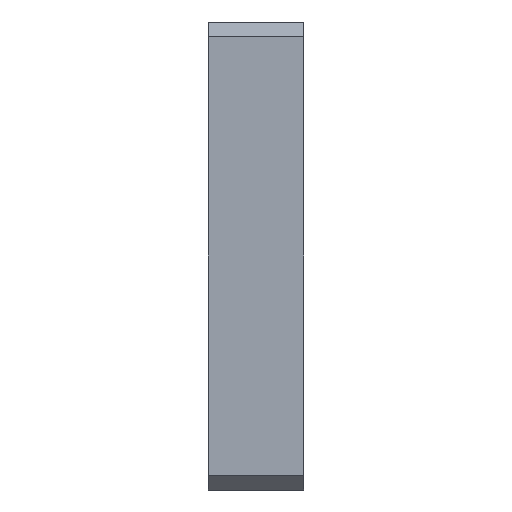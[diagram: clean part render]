
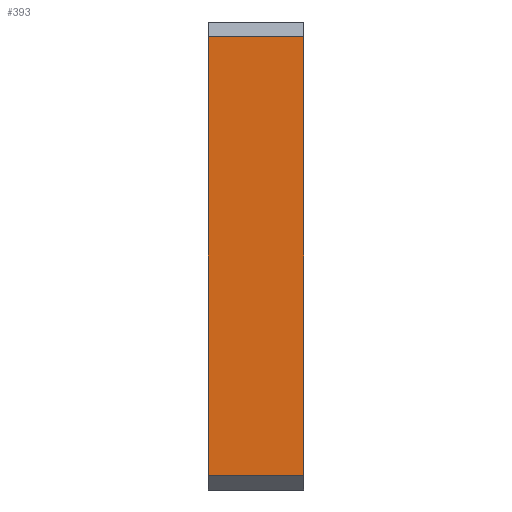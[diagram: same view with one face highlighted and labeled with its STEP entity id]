
A CAD part, left-side view. The second image highlights one B-rep face of the part: STEP entity #393.
In plain terms, the highlighted planar face has unit normal (-1, 0, 0).
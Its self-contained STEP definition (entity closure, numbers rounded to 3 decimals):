
#16 = CARTESIAN_POINT ( 'NONE',  ( -32., 6.5, 30. ) ) ;
#51 = VERTEX_POINT ( 'NONE', #148 ) ;
#65 = VECTOR ( 'NONE', #775, 1000. ) ;
#97 = LINE ( 'NONE', #134, #206 ) ;
#134 = CARTESIAN_POINT ( 'NONE',  ( -32., -6.5, 30. ) ) ;
#148 = CARTESIAN_POINT ( 'NONE',  ( -32., 6.5, -30. ) ) ;
#175 = CARTESIAN_POINT ( 'NONE',  ( -32., 6.5, 30. ) ) ;
#206 = VECTOR ( 'NONE', #398, 1000. ) ;
#215 = VERTEX_POINT ( 'NONE', #16 ) ;
#241 = DIRECTION ( 'NONE',  ( 1., 0., 0. ) ) ;
#263 = EDGE_CURVE ( 'NONE', #215, #763, #724, .T. ) ;
#309 = VERTEX_POINT ( 'NONE', #416 ) ;
#364 = EDGE_CURVE ( 'NONE', #309, #763, #97, .T. ) ;
#393 = ADVANCED_FACE ( 'NONE', ( #764 ), #908, .F. ) ;
#398 = DIRECTION ( 'NONE',  ( 0., 0., 1. ) ) ;
#405 = ORIENTED_EDGE ( 'NONE', *, *, #364, .T. ) ;
#416 = CARTESIAN_POINT ( 'NONE',  ( -32., -6.5, -30. ) ) ;
#458 = DIRECTION ( 'NONE',  ( 0., 0., 1. ) ) ;
#473 = DIRECTION ( 'NONE',  ( 0., 0., -1. ) ) ;
#504 = ORIENTED_EDGE ( 'NONE', *, *, #263, .F. ) ;
#515 = CARTESIAN_POINT ( 'NONE',  ( -32., 6.5, 30. ) ) ;
#534 = LINE ( 'NONE', #824, #65 ) ;
#539 = CARTESIAN_POINT ( 'NONE',  ( -32., -6.5, 30. ) ) ;
#560 = EDGE_LOOP ( 'NONE', ( #405, #504, #606, #784 ) ) ;
#584 = AXIS2_PLACEMENT_3D ( 'NONE', #591, #241, #473 ) ;
#591 = CARTESIAN_POINT ( 'NONE',  ( -32., 6.5, 30. ) ) ;
#606 = ORIENTED_EDGE ( 'NONE', *, *, #838, .F. ) ;
#700 = DIRECTION ( 'NONE',  ( 0., -1., 0. ) ) ;
#724 = LINE ( 'NONE', #175, #782 ) ;
#763 = VERTEX_POINT ( 'NONE', #539 ) ;
#764 = FACE_OUTER_BOUND ( 'NONE', #560, .T. ) ;
#775 = DIRECTION ( 'NONE',  ( 0., -1., 0. ) ) ;
#782 = VECTOR ( 'NONE', #700, 1000. ) ;
#784 = ORIENTED_EDGE ( 'NONE', *, *, #895, .T. ) ;
#793 = VECTOR ( 'NONE', #458, 1000. ) ;
#824 = CARTESIAN_POINT ( 'NONE',  ( -32., 6.5, -30. ) ) ;
#838 = EDGE_CURVE ( 'NONE', #51, #215, #870, .T. ) ;
#870 = LINE ( 'NONE', #515, #793 ) ;
#895 = EDGE_CURVE ( 'NONE', #51, #309, #534, .T. ) ;
#908 = PLANE ( 'NONE',  #584 ) ;
